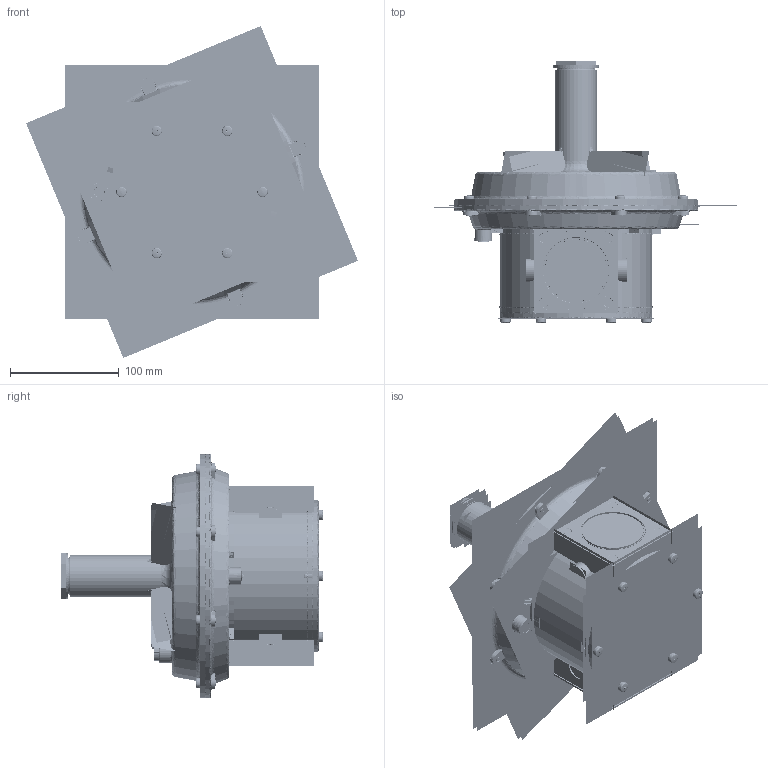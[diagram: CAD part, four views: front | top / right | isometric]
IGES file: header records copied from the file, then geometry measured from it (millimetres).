
Start section:  PTC IGES file: RG07.igs
Global section: file name: RG07.igs; native system: Creo Parametric by Parametric Technology Corporation; preprocessor: 2012130; author: Matteo Bolognesi; organization: Unknown; date: 20140213.083748; units: millimetre
Bounding box: 305.76 x 241.45 x 305.8 mm (x, y, z)
Surface area: 2762901.6 mm2 (no closed solid volume)
Topology: 0 solids, 0 shells, 5608 faces, 72770 edges, 95846 vertices
Faces by surface type: revolution 3858, bspline 1686, extrusion 64
